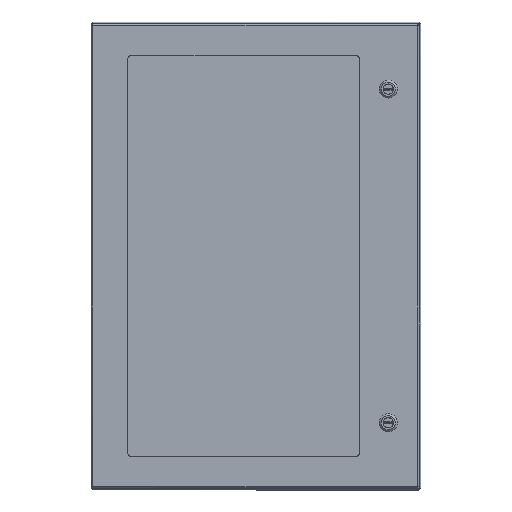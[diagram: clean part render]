
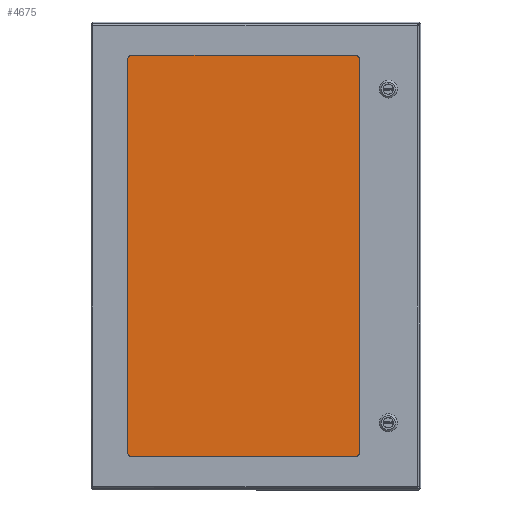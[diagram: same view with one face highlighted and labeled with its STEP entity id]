
A CAD part, top view. The second image highlights one B-rep face of the part: STEP entity #4675.
In plain terms, the highlighted planar face has unit normal (0, 0, 1).
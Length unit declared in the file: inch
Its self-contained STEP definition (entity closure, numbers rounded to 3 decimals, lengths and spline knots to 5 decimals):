
#2465 = LINE ( 'NONE', #85888, #31029 ) ;
#3584 = CARTESIAN_POINT ( 'NONE',  ( -11.18618, -16.215, 1.23606 ) ) ;
#3942 = DIRECTION ( 'NONE',  ( 0., 1., 0. ) ) ;
#4675 = ADVANCED_FACE ( 'NONE', ( #50409 ), #97087, .T. ) ;
#5062 = DIRECTION ( 'NONE',  ( 1., 0., 0. ) ) ;
#5839 = DIRECTION ( 'NONE',  ( 0., 0., 1. ) ) ;
#6124 = VECTOR ( 'NONE', #3942, 39.37008 ) ;
#18404 = EDGE_CURVE ( 'NONE', #22368, #67806, #68493, .T. ) ;
#21701 = LINE ( 'NONE', #3584, #6124 ) ;
#22368 = VERTEX_POINT ( 'NONE', #103305 ) ;
#22761 = ORIENTED_EDGE ( 'NONE', *, *, #39766, .F. ) ;
#31029 = VECTOR ( 'NONE', #87338, 39.37008 ) ;
#35485 = ORIENTED_EDGE ( 'NONE', *, *, #89965, .F. ) ;
#39766 = EDGE_CURVE ( 'NONE', #67806, #55341, #104680, .T. ) ;
#47590 = DIRECTION ( 'NONE',  ( 0., -1., 0. ) ) ;
#48299 = CARTESIAN_POINT ( 'NONE',  ( 4.03382, 9.465, 1.23606 ) ) ;
#50409 = FACE_OUTER_BOUND ( 'NONE', #66424, .T. ) ;
#55341 = VERTEX_POINT ( 'NONE', #98258 ) ;
#55578 = VECTOR ( 'NONE', #5062, 39.37008 ) ;
#57208 = EDGE_CURVE ( 'NONE', #55341, #64927, #2465, .T. ) ;
#61685 = CARTESIAN_POINT ( 'NONE',  ( 4.03382, 9.465, 1.23606 ) ) ;
#63229 = CARTESIAN_POINT ( 'NONE',  ( -3.57618, -3.375, 1.23606 ) ) ;
#64927 = VERTEX_POINT ( 'NONE', #97591 ) ;
#66424 = EDGE_LOOP ( 'NONE', ( #35485, #89739, #22761, #105225 ) ) ;
#67806 = VERTEX_POINT ( 'NONE', #61685 ) ;
#68493 = LINE ( 'NONE', #96336, #55578 ) ;
#71572 = DIRECTION ( 'NONE',  ( 1., 0., 0. ) ) ;
#76391 = AXIS2_PLACEMENT_3D ( 'NONE', #63229, #5839, #71572 ) ;
#85888 = CARTESIAN_POINT ( 'NONE',  ( 4.03382, -16.215, 1.23606 ) ) ;
#87338 = DIRECTION ( 'NONE',  ( -1., 0., 0. ) ) ;
#89739 = ORIENTED_EDGE ( 'NONE', *, *, #57208, .F. ) ;
#89965 = EDGE_CURVE ( 'NONE', #64927, #22368, #21701, .T. ) ;
#96336 = CARTESIAN_POINT ( 'NONE',  ( -11.18618, 9.465, 1.23606 ) ) ;
#97087 = PLANE ( 'NONE',  #76391 ) ;
#97591 = CARTESIAN_POINT ( 'NONE',  ( -11.18618, -16.215, 1.23606 ) ) ;
#98258 = CARTESIAN_POINT ( 'NONE',  ( 4.03382, -16.215, 1.23606 ) ) ;
#102090 = VECTOR ( 'NONE', #47590, 39.37008 ) ;
#103305 = CARTESIAN_POINT ( 'NONE',  ( -11.18618, 9.465, 1.23606 ) ) ;
#104680 = LINE ( 'NONE', #48299, #102090 ) ;
#105225 = ORIENTED_EDGE ( 'NONE', *, *, #18404, .F. ) ;
